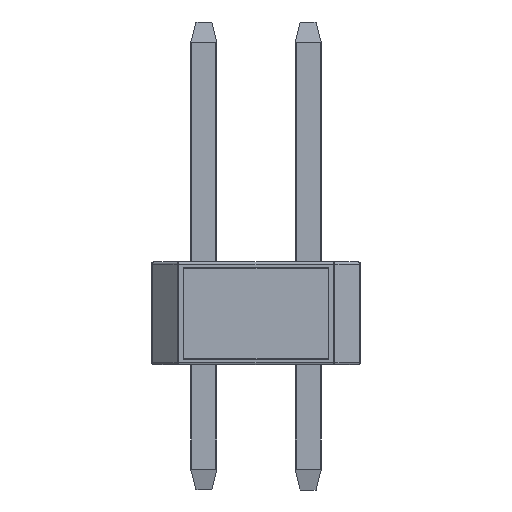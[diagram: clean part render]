
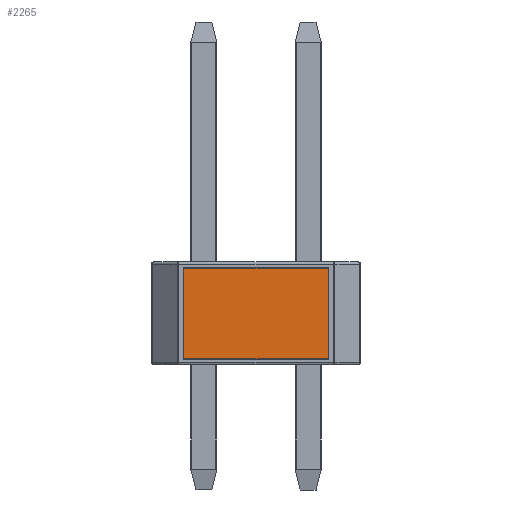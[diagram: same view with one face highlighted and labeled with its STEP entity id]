
A CAD part, left-side view. The second image highlights one B-rep face of the part: STEP entity #2265.
In plain terms, the highlighted planar face has unit normal (-1, 0, 0).
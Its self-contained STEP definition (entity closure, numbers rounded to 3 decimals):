
#314=FACE_OUTER_BOUND('',#440,.T.);
#440=EDGE_LOOP('',(#1842,#1843,#1844,#1845));
#579=LINE('',#3505,#795);
#580=LINE('',#3510,#796);
#583=LINE('',#3518,#799);
#585=LINE('',#3521,#801);
#795=VECTOR('',#2810,10.);
#796=VECTOR('',#2815,10.);
#799=VECTOR('',#2824,10.);
#801=VECTOR('',#2828,10.);
#992=VERTEX_POINT('',#3502);
#993=VERTEX_POINT('',#3504);
#994=VERTEX_POINT('',#3508);
#995=VERTEX_POINT('',#3509);
#1208=EDGE_CURVE('',#993,#992,#579,.T.);
#1210=EDGE_CURVE('',#994,#995,#580,.T.);
#1215=EDGE_CURVE('',#992,#994,#583,.T.);
#1217=EDGE_CURVE('',#995,#993,#585,.T.);
#1842=ORIENTED_EDGE('',*,*,#1215,.T.);
#1843=ORIENTED_EDGE('',*,*,#1210,.T.);
#1844=ORIENTED_EDGE('',*,*,#1217,.T.);
#1845=ORIENTED_EDGE('',*,*,#1208,.T.);
#2028=PLANE('',#2511);
#2265=ADVANCED_FACE('',(#314),#2028,.T.);
#2511=AXIS2_PLACEMENT_3D('',#3719,#3079,#3080);
#2810=DIRECTION('',(0.,1.,0.));
#2815=DIRECTION('',(0.,-1.,0.));
#2824=DIRECTION('',(0.,0.,-1.));
#2828=DIRECTION('',(0.,0.,1.));
#3079=DIRECTION('center_axis',(-1.,0.,0.));
#3080=DIRECTION('ref_axis',(0.,0.,1.));
#3502=CARTESIAN_POINT('',(-1.27,3.023,2.35));
#3504=CARTESIAN_POINT('',(-1.27,-0.488,2.35));
#3505=CARTESIAN_POINT('',(-1.27,3.023,2.35));
#3508=CARTESIAN_POINT('',(-1.27,3.023,0.15));
#3509=CARTESIAN_POINT('',(-1.27,-0.488,0.15));
#3510=CARTESIAN_POINT('',(-1.27,-0.488,0.15));
#3518=CARTESIAN_POINT('',(-1.27,3.023,0.15));
#3521=CARTESIAN_POINT('',(-1.27,-0.488,2.35));
#3719=CARTESIAN_POINT('Origin',(-1.27,1.268,1.25));
